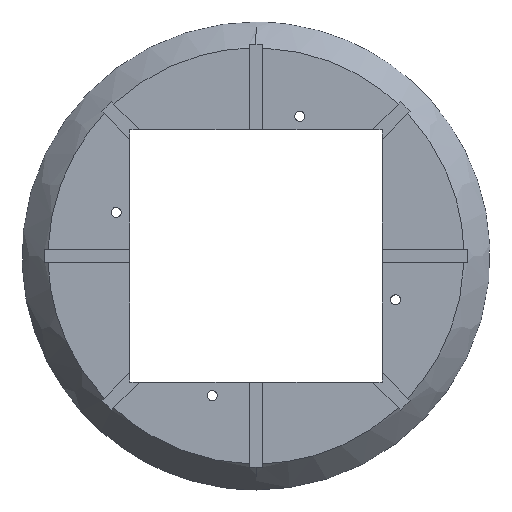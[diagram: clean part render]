
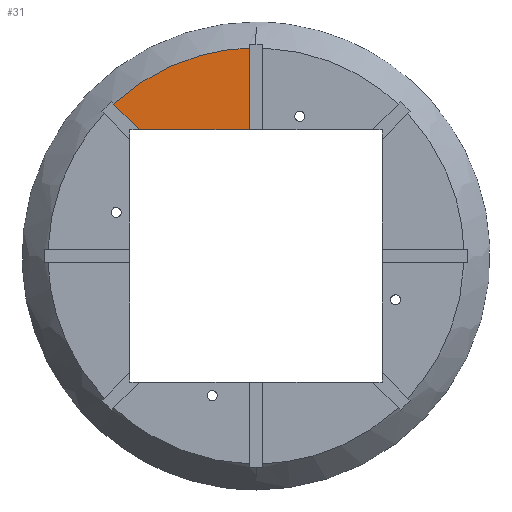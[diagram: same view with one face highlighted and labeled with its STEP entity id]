
A CAD part, top view. The second image highlights one B-rep face of the part: STEP entity #31.
In plain terms, the highlighted planar face has unit normal (0, 0, 1).
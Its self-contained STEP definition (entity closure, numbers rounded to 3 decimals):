
#31=ADVANCED_FACE($,(#78),#682,.T.);
#78=FACE_OUTER_BOUND($,#127,.T.);
#127=EDGE_LOOP($,(#225,#226,#227,#228));
#225=ORIENTED_EDGE($,*,*,#494,.F.);
#226=ORIENTED_EDGE($,*,*,#495,.F.);
#227=ORIENTED_EDGE($,*,*,#496,.F.);
#228=ORIENTED_EDGE($,*,*,#465,.F.);
#465=EDGE_CURVE($,#605,#606,#834,.T.);
#494=EDGE_CURVE($,#629,#605,#751,.T.);
#495=EDGE_CURVE($,#630,#629,#752,.T.);
#496=EDGE_CURVE($,#606,#630,#753,.T.);
#605=VERTEX_POINT($,#1595);
#606=VERTEX_POINT($,#1596);
#629=VERTEX_POINT($,#1619);
#630=VERTEX_POINT($,#1620);
#682=PLANE($,#955);
#751=B_SPLINE_CURVE_WITH_KNOTS($,1,(#1186,#1187),.UNSPECIFIED.,.F.,.F.,(2,
2),(0.,21.565),.UNSPECIFIED.);
#752=B_SPLINE_CURVE_WITH_KNOTS($,1,(#1188,#1189),.UNSPECIFIED.,.F.,.F.,(2,
2),(0.,65.343),.UNSPECIFIED.);
#753=B_SPLINE_CURVE_WITH_KNOTS($,1,(#1190,#1191),.UNSPECIFIED.,.F.,.F.,(2,
2),(0.,48.631),.UNSPECIFIED.);
#834=(
BOUNDED_CURVE()
B_SPLINE_CURVE(3,(#1096,#1097,#1098,#1099),.UNSPECIFIED.,.F.,.F.)
B_SPLINE_CURVE_WITH_KNOTS((4,4),(-236.54,-13.286),.UNSPECIFIED.)
CURVE()
GEOMETRIC_REPRESENTATION_ITEM()
RATIONAL_B_SPLINE_CURVE((1.,0.96,0.967,1.))
REPRESENTATION_ITEM($)
);
#955=AXIS2_PLACEMENT_3D($,#1487,#995,$);
#995=DIRECTION($,(0.,0.,1.));
#1096=CARTESIAN_POINT($,(-136.89,40.533,55.733));
#1097=CARTESIAN_POINT($,(-112.914,63.006,55.733));
#1098=CARTESIAN_POINT($,(-83.987,73.019,55.733));
#1099=CARTESIAN_POINT($,(-56.298,73.915,55.733));
#1186=CARTESIAN_POINT($,(-121.641,25.284,55.733));
#1187=CARTESIAN_POINT($,(-136.89,40.533,55.733));
#1188=CARTESIAN_POINT($,(-56.298,25.284,55.733));
#1189=CARTESIAN_POINT($,(-121.641,25.284,55.733));
#1190=CARTESIAN_POINT($,(-56.298,73.915,55.733));
#1191=CARTESIAN_POINT($,(-56.298,25.284,55.733));
#1487=CARTESIAN_POINT($,(-137.696,25.284,55.733));
#1595=CARTESIAN_POINT($,(-136.89,40.533,55.733));
#1596=CARTESIAN_POINT($,(-56.298,73.915,55.733));
#1619=CARTESIAN_POINT($,(-121.641,25.284,55.733));
#1620=CARTESIAN_POINT($,(-56.298,25.284,55.733));
